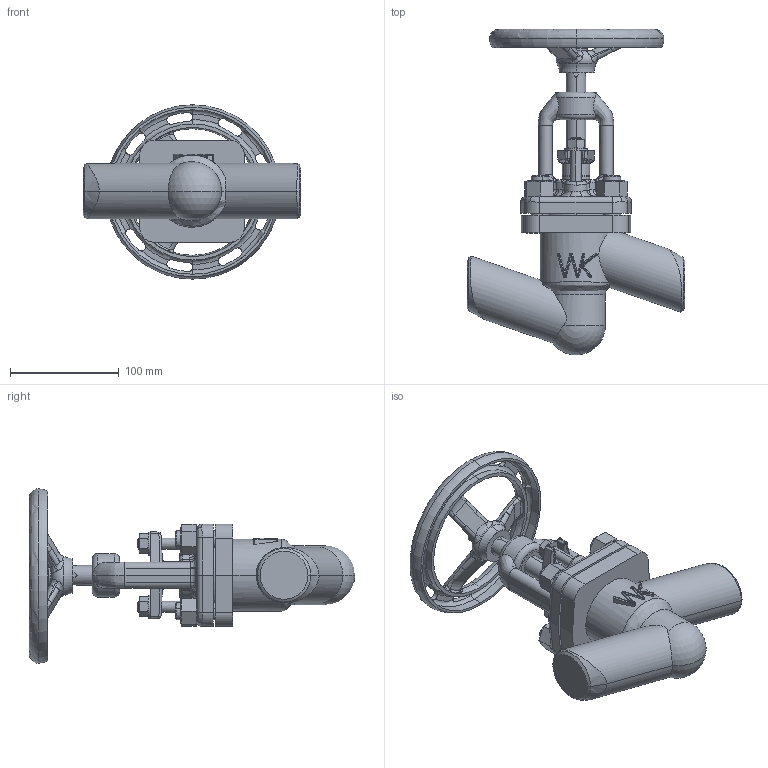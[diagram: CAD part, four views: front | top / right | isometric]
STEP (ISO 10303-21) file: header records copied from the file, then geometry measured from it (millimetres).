
FILE_DESCRIPTION (( 'STEP AP214' ), '1' );
FILE_NAME ('218S DN40.STEP', '2015-06-10T09:13:55', ( '' ), ( '' ), 'SwSTEP 2.0', 'SolidWorks 2015', '' );
FILE_SCHEMA (( 'AUTOMOTIVE_DESIGN' ));
Length unit declared in the file: millimetre
Products named in the file (1): 218S DN40
Bounding box: 200 x 299 x 160 mm (x, y, z)
Volume: 1200087.2 mm3; surface area: 159943 mm2
Topology: 1 solids, 1 shells, 734 faces, 1879 edges, 1117 vertices
Faces by surface type: cylinder 232, plane 200, bspline 157, cone 59, torus 51, sphere 35
Entity records: 37617 total; most frequent: CARTESIAN_POINT 16515, ORIENTED_EDGE 3700, DIRECTION 3072, EDGE_CURVE 1850, AXIS2_PLACEMENT_3D 1269, VERTEX_POINT 1115, EDGE_LOOP 771, ADVANCED_FACE 734
